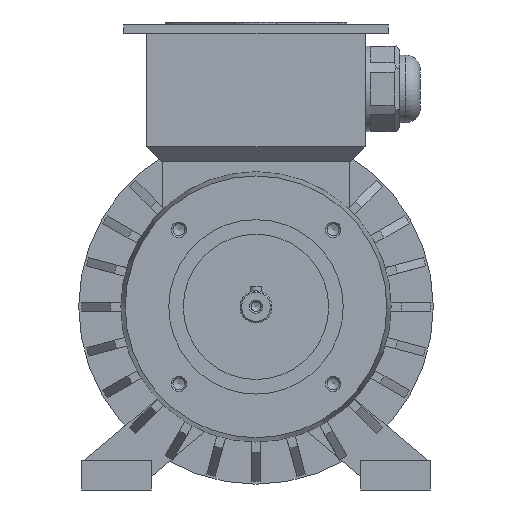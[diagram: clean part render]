
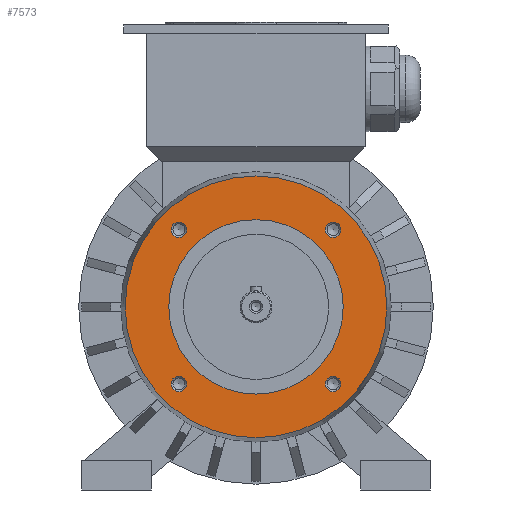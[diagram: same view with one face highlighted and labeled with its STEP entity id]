
A CAD part, front view. The second image highlights one B-rep face of the part: STEP entity #7573.
In plain terms, the highlighted planar face has unit normal (0, -1, 0).
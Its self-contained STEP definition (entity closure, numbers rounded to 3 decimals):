
#210=CIRCLE('',#7752,2.667);
#214=CIRCLE('',#7760,2.667);
#218=CIRCLE('',#7768,2.667);
#344=CIRCLE('',#8052,45.032);
#346=CIRCLE('',#8055,2.667);
#347=CIRCLE('',#8056,30.);
#1191=ORIENTED_EDGE('',*,*,#2036,.T.);
#1192=ORIENTED_EDGE('',*,*,#2040,.T.);
#1193=ORIENTED_EDGE('',*,*,#2044,.T.);
#1194=ORIENTED_EDGE('',*,*,#2571,.T.);
#1195=ORIENTED_EDGE('',*,*,#2572,.F.);
#1196=ORIENTED_EDGE('',*,*,#2569,.F.);
#2036=EDGE_CURVE('',#2828,#2828,#210,.T.);
#2040=EDGE_CURVE('',#2833,#2833,#214,.T.);
#2044=EDGE_CURVE('',#2838,#2838,#218,.T.);
#2569=EDGE_CURVE('',#3217,#3217,#344,.T.);
#2571=EDGE_CURVE('',#3219,#3219,#346,.T.);
#2572=EDGE_CURVE('',#3220,#3220,#347,.F.);
#2828=VERTEX_POINT('',#9958);
#2833=VERTEX_POINT('',#9971);
#2838=VERTEX_POINT('',#9984);
#3217=VERTEX_POINT('',#11124);
#3219=VERTEX_POINT('',#11129);
#3220=VERTEX_POINT('',#11131);
#4499=EDGE_LOOP('',(#1191));
#4500=EDGE_LOOP('',(#1192));
#4501=EDGE_LOOP('',(#1193));
#4502=EDGE_LOOP('',(#1194));
#4503=EDGE_LOOP('',(#1195));
#4504=EDGE_LOOP('',(#1196));
#4867=FACE_BOUND('',#4499,.T.);
#4868=FACE_BOUND('',#4500,.T.);
#4869=FACE_BOUND('',#4501,.T.);
#4870=FACE_BOUND('',#4502,.T.);
#4871=FACE_BOUND('',#4503,.T.);
#4872=FACE_BOUND('',#4504,.T.);
#5178=PLANE('',#8054);
#7573=ADVANCED_FACE('',(#4867,#4868,#4869,#4870,#4871,#4872),#5178,.F.);
#7752=AXIS2_PLACEMENT_3D('',#9957,#8339,#8340);
#7760=AXIS2_PLACEMENT_3D('',#9970,#8355,#8356);
#7768=AXIS2_PLACEMENT_3D('',#9983,#8371,#8372);
#8052=AXIS2_PLACEMENT_3D('',#11123,#9280,#9281);
#8054=AXIS2_PLACEMENT_3D('',#11127,#9284,#9285);
#8055=AXIS2_PLACEMENT_3D('',#11128,#9286,#9287);
#8056=AXIS2_PLACEMENT_3D('',#11130,#9288,#9289);
#8339=DIRECTION('',(0.,1.,0.));
#8340=DIRECTION('',(0.,0.,1.));
#8355=DIRECTION('',(0.,1.,0.));
#8356=DIRECTION('',(-1.,0.,0.));
#8371=DIRECTION('',(0.,1.,0.));
#8372=DIRECTION('',(0.,0.,-1.));
#9280=DIRECTION('',(0.,1.,0.));
#9281=DIRECTION('',(0.,0.,1.));
#9284=DIRECTION('',(0.,1.,0.));
#9285=DIRECTION('',(0.,0.,1.));
#9286=DIRECTION('',(0.,1.,0.));
#9287=DIRECTION('',(1.,0.,0.));
#9288=DIRECTION('',(0.,1.,0.));
#9289=DIRECTION('',(0.,0.,1.));
#9957=CARTESIAN_POINT('',(-26.517,-21.,-26.517));
#9958=CARTESIAN_POINT('',(-26.517,-21.,-23.85));
#9970=CARTESIAN_POINT('',(26.517,-21.,-26.517));
#9971=CARTESIAN_POINT('',(23.85,-21.,-26.517));
#9983=CARTESIAN_POINT('',(26.517,-21.,26.517));
#9984=CARTESIAN_POINT('',(26.517,-21.,23.85));
#11123=CARTESIAN_POINT('',(0.,-21.,0.));
#11124=CARTESIAN_POINT('',(0.,-21.,45.032));
#11127=CARTESIAN_POINT('',(0.,-21.,0.));
#11128=CARTESIAN_POINT('',(-26.517,-21.,26.517));
#11129=CARTESIAN_POINT('',(-23.85,-21.,26.517));
#11130=CARTESIAN_POINT('',(0.,-21.,0.));
#11131=CARTESIAN_POINT('',(0.,-21.,30.));
